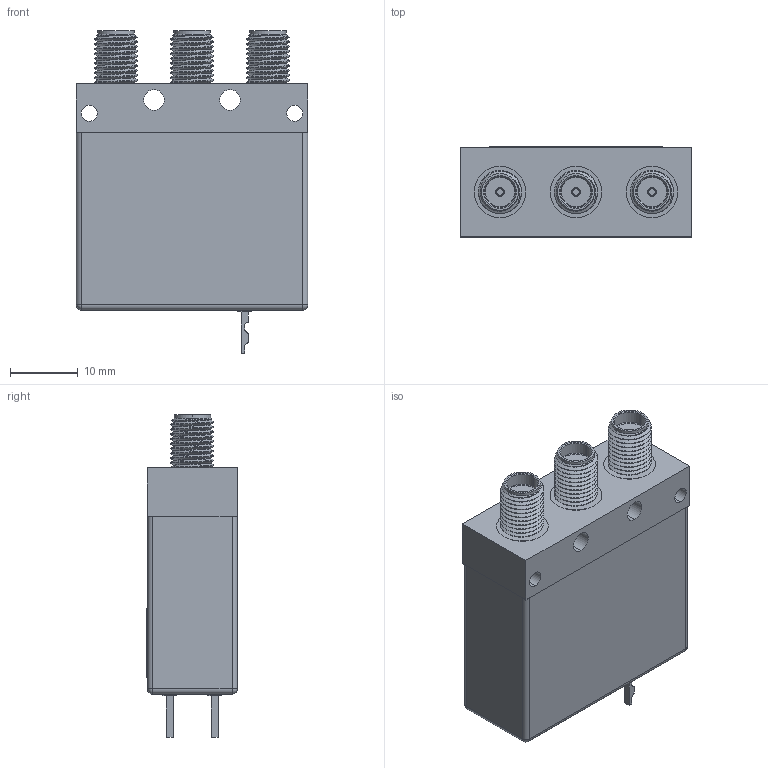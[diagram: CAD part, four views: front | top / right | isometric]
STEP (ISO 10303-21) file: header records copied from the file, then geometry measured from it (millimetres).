
FILE_DESCRIPTION (( 'STEP AP203' ), '1' );
FILE_NAME ('PE71S6429.step', '2020-10-16T22:30:50', ( '' ), ( '' ), 'SwSTEP 2.0', 'SolidWorks 2018', '' );
FILE_SCHEMA (( 'CONFIG_CONTROL_DESIGN' ));
Length unit declared in the file: inch
Products named in the file (1): PE71S6429
Bounding box: 34.04 x 13.31 x 47.45 mm (x, y, z)
Volume: 15179.8 mm3; surface area: 5650.6 mm2
Topology: 2 solids, 2 shells, 572 faces, 1511 edges, 990 vertices
Faces by surface type: plane 326, cylinder 118, bspline 97, cone 27, sphere 4
Entity records: 24471 total; most frequent: CARTESIAN_POINT 11179, ORIENTED_EDGE 3014, DIRECTION 2267, EDGE_CURVE 1507, LINE 1035, VECTOR 1035, VERTEX_POINT 990, EDGE_LOOP 631
